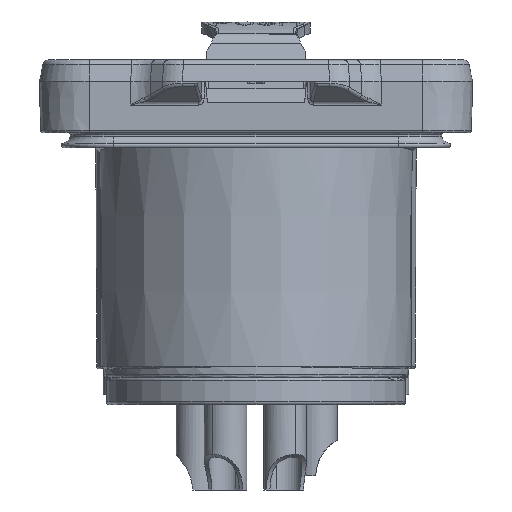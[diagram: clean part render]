
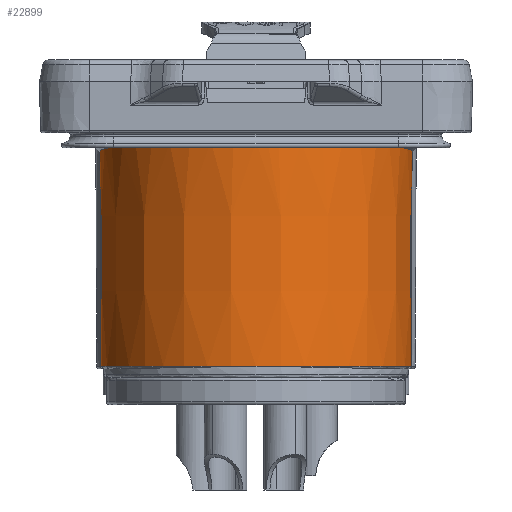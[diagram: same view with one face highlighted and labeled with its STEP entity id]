
A CAD part, front view. The second image highlights one B-rep face of the part: STEP entity #22899.
In plain terms, the highlighted conical face has half-angle 0.25 degrees and reference radius 10.965 mm.
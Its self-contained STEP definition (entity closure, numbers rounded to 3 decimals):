
#49=CARTESIAN_POINT('',(10.819,1.214,-0.963));
#4798=CARTESIAN_POINT('',(10.751,1.224,-15.901));
#4799=CARTESIAN_POINT('',(10.758,1.223,-14.373));
#4800=CARTESIAN_POINT('',(10.772,1.221,-11.23));
#4801=CARTESIAN_POINT('',(10.794,1.217,-6.386));
#4802=CARTESIAN_POINT('',(10.811,1.215,-2.814));
#4803=CARTESIAN_POINT('',(10.819,1.214,
-0.963));
#4805=CARTESIAN_POINT('',(0.,-0.75,
-15.901));
#4806=DIRECTION('',(0.,0.,-1.));
#4807=DIRECTION('',(0.984,0.181,0.));
#4808=AXIS2_PLACEMENT_3D('',#4805,#4806,#4807);
#4810=CARTESIAN_POINT('',(0.,-0.75,
-15.901));
#4811=DIRECTION('',(0.,0.,-1.));
#4812=DIRECTION('',(0.,-1.,0.));
#4813=AXIS2_PLACEMENT_3D('',#4810,#4811,#4812);
#4815=CARTESIAN_POINT('',(-10.751,1.223,
-15.901));
#4816=CARTESIAN_POINT('',(-10.758,1.222,
-14.373));
#4817=CARTESIAN_POINT('',(-10.772,1.22,
-11.23));
#4818=CARTESIAN_POINT('',(-10.794,1.216,
-6.386));
#4819=CARTESIAN_POINT('',(-10.811,1.214,
-2.814));
#4820=CARTESIAN_POINT('',(-10.819,1.213,
-0.963));
#4822=CARTESIAN_POINT('',(0.,-11.75,-0.1));
#4823=CARTESIAN_POINT('',(-0.534,-11.75,
-0.1));
#4824=CARTESIAN_POINT('',(-1.602,-11.672,
-0.105));
#4825=CARTESIAN_POINT('',(-3.17,-11.323,
-0.128));
#4826=CARTESIAN_POINT('',(-4.672,-10.751,
-0.165));
#4827=CARTESIAN_POINT('',(-6.074,-9.967,
-0.215));
#4828=CARTESIAN_POINT('',(-7.348,-8.986,
-0.279));
#4829=CARTESIAN_POINT('',(-8.467,-7.831,
-0.354));
#4830=CARTESIAN_POINT('',(-9.406,-6.525,
-0.44));
#4831=CARTESIAN_POINT('',(-10.145,-5.095,
-0.535));
#4832=CARTESIAN_POINT('',(-10.669,-3.573,
-0.637));
#4833=CARTESIAN_POINT('',(-10.966,-1.991,
-0.743));
#4834=CARTESIAN_POINT('',(-11.029,-0.382,
-0.853));
#4835=CARTESIAN_POINT('',(-10.915,0.686,
-0.927));
#4836=CARTESIAN_POINT('',(-10.819,1.213,
-0.963));
#4838=CARTESIAN_POINT('',(10.819,1.214,
-0.963));
#4839=CARTESIAN_POINT('',(10.915,0.687,
-0.927));
#4840=CARTESIAN_POINT('',(11.029,-0.381,
-0.853));
#4841=CARTESIAN_POINT('',(10.966,-1.99,
-0.743));
#4842=CARTESIAN_POINT('',(10.669,-3.572,
-0.637));
#4843=CARTESIAN_POINT('',(10.146,-5.095,
-0.535));
#4844=CARTESIAN_POINT('',(9.406,-6.524,
-0.44));
#4845=CARTESIAN_POINT('',(8.467,-7.83,
-0.354));
#4846=CARTESIAN_POINT('',(7.349,-8.986,
-0.279));
#4847=CARTESIAN_POINT('',(6.074,-9.966,
-0.215));
#4848=CARTESIAN_POINT('',(4.672,-10.751,
-0.165));
#4849=CARTESIAN_POINT('',(3.17,-11.323,
-0.128));
#4850=CARTESIAN_POINT('',(1.602,-11.672,
-0.105));
#4851=CARTESIAN_POINT('',(0.534,-11.75,-0.1));
#4852=CARTESIAN_POINT('',(0.,-11.75,-0.1));
#5190=CARTESIAN_POINT('',(-10.819,1.213,
-0.963));
#15507=CARTESIAN_POINT('',(0.,-11.75,-0.1));
#15508=VERTEX_POINT('',#15507);
#15509=VERTEX_POINT('',#49);
#15516=VERTEX_POINT('',#5190);
#16563=VERTEX_POINT('',#4798);
#16568=VERTEX_POINT('',#4815);
#16582=CARTESIAN_POINT('',(-0.002,-11.681,
-15.901));
#16583=VERTEX_POINT('',#16582);
#22882=CARTESIAN_POINT('',(0.,-0.75,
-8.001));
#22883=DIRECTION('',(0.,0.,1.));
#22884=DIRECTION('',(1.,0.,0.));
#22885=AXIS2_PLACEMENT_3D('',#22882,#22883,#22884);
#22886=CONICAL_SURFACE('',#22885,10.965,0.25);
#22888=ORIENTED_EDGE('',*,*,#22887,.F.);
#22890=ORIENTED_EDGE('',*,*,#22889,.T.);
#22891=ORIENTED_EDGE('',*,*,#22873,.T.);
#22893=ORIENTED_EDGE('',*,*,#22892,.T.);
#22895=ORIENTED_EDGE('',*,*,#22894,.F.);
#22896=ORIENTED_EDGE('',*,*,#16686,.F.);
#22897=EDGE_LOOP('',(#22888,#22890,#22891,#22893,#22895,#22896));
#22898=FACE_OUTER_BOUND('',#22897,.F.);
#22899=ADVANCED_FACE('',(#22898),#22886,.T.);
#4804=B_SPLINE_CURVE_WITH_KNOTS('',3,(#4798,#4799,#4800,#4801,#4802,#4803),
.UNSPECIFIED.,.F.,.F.,(4,1,1,4),(0.,0.333,0.667,1.),
.UNSPECIFIED.);
#4809=CIRCLE('',#4808,10.931);
#4814=CIRCLE('',#4813,10.931);
#4821=B_SPLINE_CURVE_WITH_KNOTS('',3,(#4815,#4816,#4817,#4818,#4819,#4820),
.UNSPECIFIED.,.F.,.F.,(4,1,1,4),(0.,0.333,0.667,1.),
.UNSPECIFIED.);
#4837=B_SPLINE_CURVE_WITH_KNOTS('',3,(#4822,#4823,#4824,#4825,#4826,#4827,#4828,
#4829,#4830,#4831,#4832,#4833,#4834,#4835,#4836),.UNSPECIFIED.,.F.,.F.,(4,1,1,1,
1,1,1,1,1,1,1,1,4),(0.,0.083,0.167,0.25,
0.333,0.417,0.5,0.583,0.667,
0.75,0.833,0.917,1.),.UNSPECIFIED.);
#4853=B_SPLINE_CURVE_WITH_KNOTS('',3,(#4838,#4839,#4840,#4841,#4842,#4843,#4844,
#4845,#4846,#4847,#4848,#4849,#4850,#4851,#4852),.UNSPECIFIED.,.F.,.F.,(4,1,1,1,
1,1,1,1,1,1,1,1,4),(0.,0.083,0.167,0.25,
0.333,0.417,0.5,0.583,0.667,
0.75,0.833,0.917,1.),.UNSPECIFIED.);
#16686=EDGE_CURVE('',#15509,#15508,#4853,.T.);
#22873=EDGE_CURVE('',#16583,#16568,#4814,.T.);
#22887=EDGE_CURVE('',#16563,#15509,#4804,.T.);
#22889=EDGE_CURVE('',#16563,#16583,#4809,.T.);
#22892=EDGE_CURVE('',#16568,#15516,#4821,.T.);
#22894=EDGE_CURVE('',#15508,#15516,#4837,.T.);
